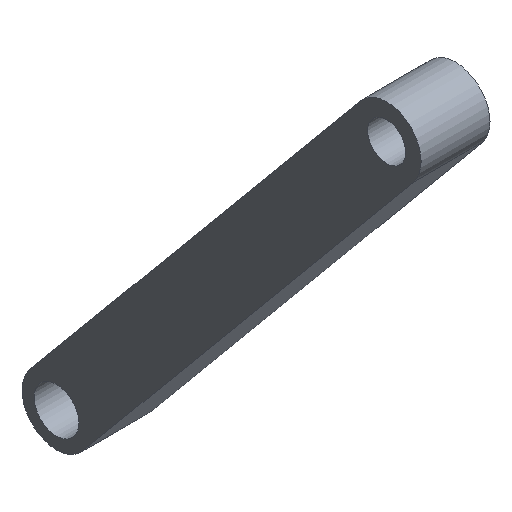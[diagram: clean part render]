
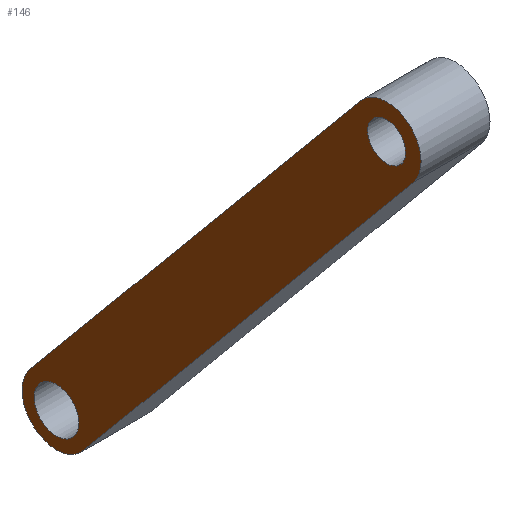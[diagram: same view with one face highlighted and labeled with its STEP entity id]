
A CAD part, isometric view. The second image highlights one B-rep face of the part: STEP entity #146.
In plain terms, the highlighted planar face has unit normal (-1, 0, 0).
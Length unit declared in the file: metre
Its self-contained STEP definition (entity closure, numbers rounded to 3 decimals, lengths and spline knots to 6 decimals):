
#17=FACE_BOUND('',#47,.T.);
#18=FACE_BOUND('',#48,.T.);
#20=CIRCLE('',#167,0.001397);
#22=CIRCLE('',#170,0.001651);
#25=CIRCLE('',#175,0.00254);
#26=CIRCLE('',#176,0.00254);
#36=FACE_OUTER_BOUND('',#46,.T.);
#46=EDGE_LOOP('',(#123,#124,#125,#126));
#47=EDGE_LOOP('',(#127));
#48=EDGE_LOOP('',(#128));
#51=LINE('',#227,#61);
#57=LINE('',#240,#67);
#61=VECTOR('',#183,0.0381);
#67=VECTOR('',#191,0.0381);
#71=VERTEX_POINT('',#225);
#72=VERTEX_POINT('',#226);
#77=VERTEX_POINT('',#237);
#78=VERTEX_POINT('',#239);
#80=VERTEX_POINT('',#245);
#82=VERTEX_POINT('',#251);
#83=EDGE_CURVE('',#71,#72,#51,.T.);
#89=EDGE_CURVE('',#77,#78,#57,.T.);
#93=EDGE_CURVE('',#80,#80,#20,.T.);
#96=EDGE_CURVE('',#82,#82,#22,.T.);
#99=EDGE_CURVE('',#77,#72,#25,.F.);
#100=EDGE_CURVE('',#71,#78,#26,.F.);
#123=ORIENTED_EDGE('',*,*,#99,.T.);
#124=ORIENTED_EDGE('',*,*,#83,.F.);
#125=ORIENTED_EDGE('',*,*,#100,.T.);
#126=ORIENTED_EDGE('',*,*,#89,.F.);
#127=ORIENTED_EDGE('',*,*,#93,.T.);
#128=ORIENTED_EDGE('',*,*,#96,.T.);
#140=PLANE('',#174);
#146=ADVANCED_FACE('',(#36,#17,#18),#140,.F.);
#167=AXIS2_PLACEMENT_3D('',#247,#198,#199);
#170=AXIS2_PLACEMENT_3D('',#253,#205,#206);
#174=AXIS2_PLACEMENT_3D('',#257,#213,#214);
#175=AXIS2_PLACEMENT_3D('',#258,#215,#216);
#176=AXIS2_PLACEMENT_3D('',#259,#217,#218);
#183=DIRECTION('',(0.,0.639,-0.769));
#191=DIRECTION('',(0.,-0.639,0.769));
#198=DIRECTION('center_axis',(1.,0.,0.));
#199=DIRECTION('ref_axis',(0.,1.,0.));
#205=DIRECTION('center_axis',(1.,0.,0.));
#206=DIRECTION('ref_axis',(0.,1.,0.));
#213=DIRECTION('center_axis',(1.,0.,0.));
#214=DIRECTION('ref_axis',(0.,0.,-1.));
#215=DIRECTION('center_axis',(1.,0.,0.));
#216=DIRECTION('ref_axis',(0.,1.,0.));
#217=DIRECTION('center_axis',(1.,0.,0.));
#218=DIRECTION('ref_axis',(0.,1.,0.));
#225=CARTESIAN_POINT('',(0.012418,-0.030044,0.494491));
#226=CARTESIAN_POINT('',(0.012418,-0.005707,0.465177));
#227=CARTESIAN_POINT('',(0.012418,-0.030044,0.494491));
#237=CARTESIAN_POINT('',(0.012418,-0.001798,0.468422));
#239=CARTESIAN_POINT('',(0.012418,-0.026136,0.497736));
#240=CARTESIAN_POINT('',(0.012418,-0.001798,0.468422));
#245=CARTESIAN_POINT('',(0.012418,-0.026693,0.496113));
#247=CARTESIAN_POINT('Origin',(0.012418,-0.02809,0.496113));
#251=CARTESIAN_POINT('',(0.012418,-0.002102,0.466799));
#253=CARTESIAN_POINT('Origin',(0.012418,-0.003753,
0.466799));
#257=CARTESIAN_POINT('Origin',(0.012418,0.000057,0.464105));
#258=CARTESIAN_POINT('Origin',(0.012418,-0.003753,
0.466799));
#259=CARTESIAN_POINT('Origin',(0.012418,-0.02809,0.496113));
